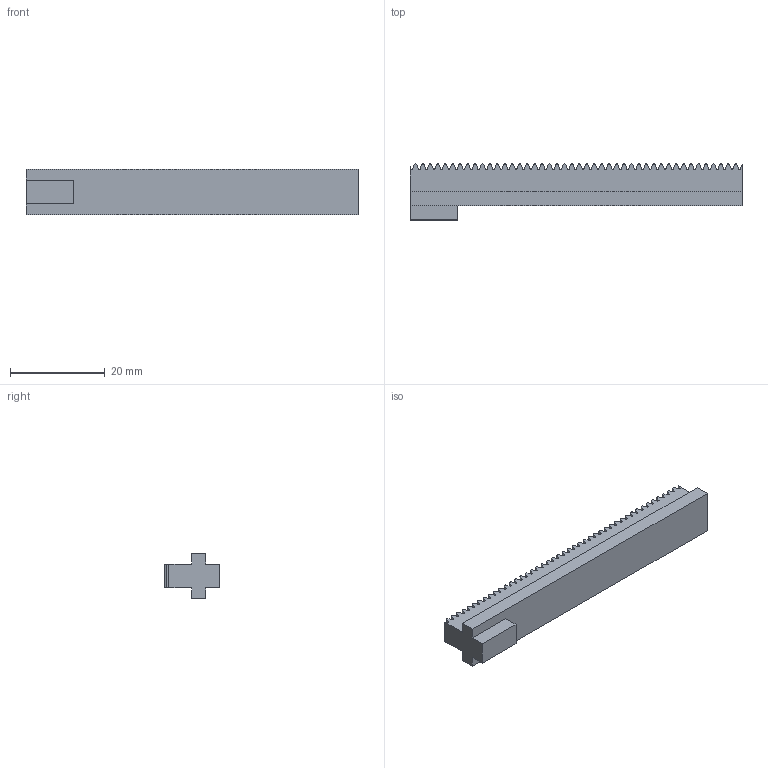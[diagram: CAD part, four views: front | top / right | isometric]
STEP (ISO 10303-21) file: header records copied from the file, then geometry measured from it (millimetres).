
FILE_DESCRIPTION (( 'STEP AP214' ), '1' );
FILE_NAME ('2485N242_Metal Gear Rack - 20 Degree Pressure Angle.STEP', '2025-07-26T06:05:10', ( '' ), ( '' ), 'SwSTEP 2.0', 'SolidWorks 2023', '' );
FILE_SCHEMA (( 'AUTOMOTIVE_DESIGN' ));
Length unit declared in the file: millimetre
Products named in the file (1): 2485N242_Metal Gear Rack - 20 Degree Pressure Angle
Bounding box: 70 x 11.8 x 9.6 mm (x, y, z)
Volume: 4009.1 mm3; surface area: 3028.5 mm2
Topology: 1 solids, 1 shells, 370 faces, 1104 edges, 736 vertices
Faces by surface type: plane 192, cylinder 178
Entity records: 12547 total; most frequent: CARTESIAN_POINT 2211, ORIENTED_EDGE 2208, DIRECTION 2202, EDGE_CURVE 1104, LINE 748, VECTOR 748, VERTEX_POINT 736, AXIS2_PLACEMENT_3D 727
